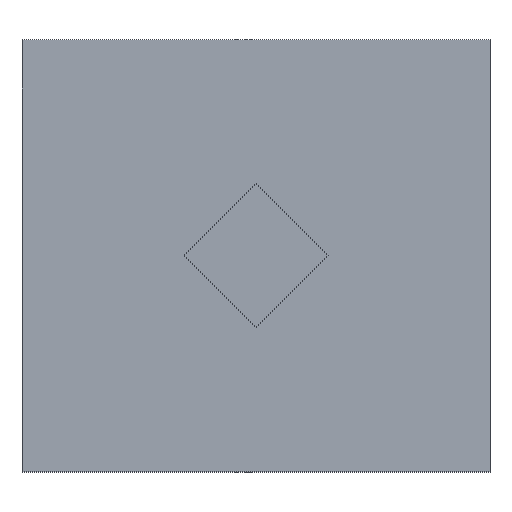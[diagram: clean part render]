
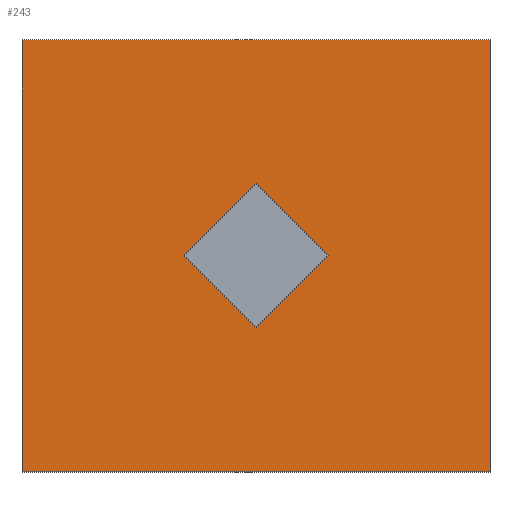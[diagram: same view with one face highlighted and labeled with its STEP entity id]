
A CAD part, top view. The second image highlights one B-rep face of the part: STEP entity #243.
In plain terms, the highlighted planar face has unit normal (0, 0, 1).
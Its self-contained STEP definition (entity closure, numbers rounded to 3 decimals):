
#78 = VERTEX_POINT('',#79);
#79 = CARTESIAN_POINT('',(-3.25,-3.,1.8));
#85 = EDGE_CURVE('',#78,#86,#88,.T.);
#86 = VERTEX_POINT('',#87);
#87 = CARTESIAN_POINT('',(3.25,-3.,1.8));
#88 = LINE('',#89,#90);
#89 = CARTESIAN_POINT('',(-3.25,-3.,1.8));
#90 = VECTOR('',#91,1.);
#91 = DIRECTION('',(1.,0.,0.));
#116 = EDGE_CURVE('',#86,#117,#119,.T.);
#117 = VERTEX_POINT('',#118);
#118 = CARTESIAN_POINT('',(3.25,3.,1.8));
#119 = LINE('',#120,#121);
#120 = CARTESIAN_POINT('',(3.25,-3.,1.8));
#121 = VECTOR('',#122,1.);
#122 = DIRECTION('',(0.,1.,0.));
#147 = EDGE_CURVE('',#117,#148,#150,.T.);
#148 = VERTEX_POINT('',#149);
#149 = CARTESIAN_POINT('',(-3.25,3.,1.8));
#150 = LINE('',#151,#152);
#151 = CARTESIAN_POINT('',(3.25,3.,1.8));
#152 = VECTOR('',#153,1.);
#153 = DIRECTION('',(-1.,0.,0.));
#178 = EDGE_CURVE('',#148,#78,#179,.T.);
#179 = LINE('',#180,#181);
#180 = CARTESIAN_POINT('',(-3.25,3.,1.8));
#181 = VECTOR('',#182,1.);
#182 = DIRECTION('',(0.,-1.,0.));
#202 = VERTEX_POINT('',#203);
#203 = CARTESIAN_POINT('',(1.,0.,1.8));
#209 = EDGE_CURVE('',#202,#202,#210,.T.);
#210 = CIRCLE('',#211,1.);
#211 = AXIS2_PLACEMENT_3D('',#212,#213,#214);
#212 = CARTESIAN_POINT('',(0.,0.,1.8));
#213 = DIRECTION('',(0.,0.,1.));
#214 = DIRECTION('',(1.,0.,0.));
#243 = ADVANCED_FACE('',(#244,#250),#253,.T.);
#244 = FACE_BOUND('',#245,.T.);
#245 = EDGE_LOOP('',(#246,#247,#248,#249));
#246 = ORIENTED_EDGE('',*,*,#85,.T.);
#247 = ORIENTED_EDGE('',*,*,#116,.T.);
#248 = ORIENTED_EDGE('',*,*,#147,.T.);
#249 = ORIENTED_EDGE('',*,*,#178,.T.);
#250 = FACE_BOUND('',#251,.F.);
#251 = EDGE_LOOP('',(#252));
#252 = ORIENTED_EDGE('',*,*,#209,.T.);
#253 = PLANE('',#254);
#254 = AXIS2_PLACEMENT_3D('',#255,#256,#257);
#255 = CARTESIAN_POINT('',(0.,0.,1.8));
#256 = DIRECTION('',(0.,0.,1.));
#257 = DIRECTION('',(1.,0.,0.));
